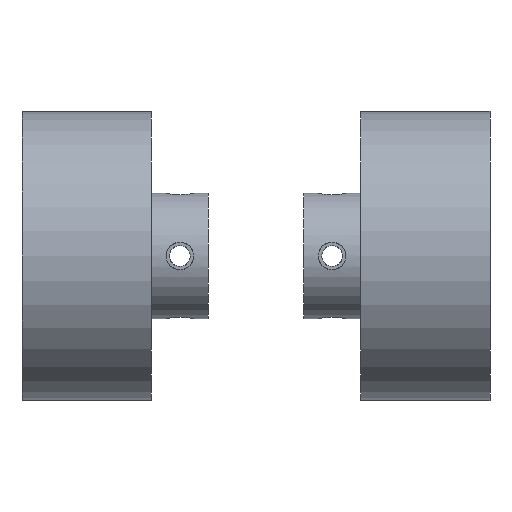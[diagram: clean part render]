
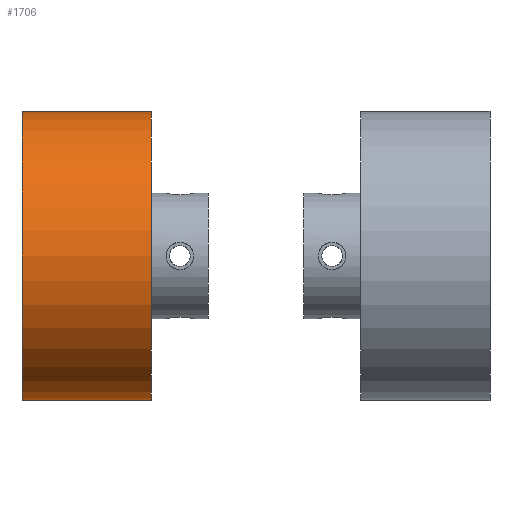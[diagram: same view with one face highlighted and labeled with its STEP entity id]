
A CAD part, front view. The second image highlights one B-rep face of the part: STEP entity #1706.
In plain terms, the highlighted cylindrical face has radius 15.2 mm (diameter 30.4 mm), a full revolution.
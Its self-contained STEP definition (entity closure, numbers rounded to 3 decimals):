
#123=CYLINDRICAL_SURFACE('',#1853,15.2);
#187=LINE('',#2865,#263);
#263=VECTOR('',#2114,8.7);
#414=FACE_OUTER_BOUND('',#533,.T.);
#533=EDGE_LOOP('',(#1275,#1276,#1277,#1278));
#675=CIRCLE('',#1847,15.2);
#678=CIRCLE('',#1852,15.2);
#783=VERTEX_POINT('',#2853);
#786=VERTEX_POINT('',#2862);
#968=EDGE_CURVE('',#783,#783,#675,.T.);
#972=EDGE_CURVE('',#786,#786,#678,.F.);
#973=EDGE_CURVE('',#783,#786,#187,.T.);
#1275=ORIENTED_EDGE('',*,*,#968,.T.);
#1276=ORIENTED_EDGE('',*,*,#973,.T.);
#1277=ORIENTED_EDGE('',*,*,#972,.F.);
#1278=ORIENTED_EDGE('',*,*,#973,.F.);
#1706=ADVANCED_FACE('',(#414),#123,.T.);
#1847=AXIS2_PLACEMENT_3D('',#2854,#2099,#2100);
#1852=AXIS2_PLACEMENT_3D('',#2863,#2110,#2111);
#1853=AXIS2_PLACEMENT_3D('',#2864,#2112,#2113);
#2099=DIRECTION('center_axis',(1.,0.,0.));
#2100=DIRECTION('ref_axis',(0.,1.,0.));
#2110=DIRECTION('center_axis',(-1.,0.,0.));
#2111=DIRECTION('ref_axis',(0.,1.,0.));
#2112=DIRECTION('center_axis',(-1.,0.,0.));
#2113=DIRECTION('ref_axis',(0.,1.,0.));
#2114=DIRECTION('',(1.,0.,0.));
#2853=CARTESIAN_POINT('',(-6.8,-15.2,0.));
#2854=CARTESIAN_POINT('Origin',(-6.8,0.,0.));
#2862=CARTESIAN_POINT('',(6.8,-15.2,0.));
#2863=CARTESIAN_POINT('Origin',(6.8,0.,0.));
#2864=CARTESIAN_POINT('Origin',(6.8,0.,0.));
#2865=CARTESIAN_POINT('',(6.8,-15.2,0.));
